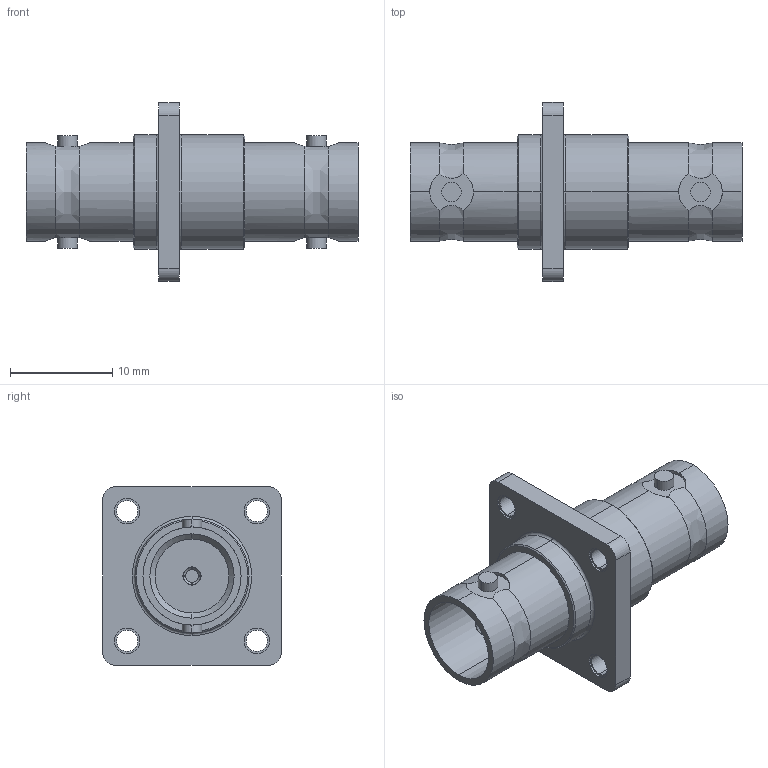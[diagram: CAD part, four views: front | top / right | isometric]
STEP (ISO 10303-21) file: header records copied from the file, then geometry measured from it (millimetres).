
FILE_DESCRIPTION (( 'STEP AP203' ), '1' );
FILE_NAME ('SM3412.step', '2019-01-03T22:28:00', ( '' ), ( '' ), 'SwSTEP 2.0', 'SolidWorks 2017', '' );
FILE_SCHEMA (( 'CONFIG_CONTROL_DESIGN' ));
Length unit declared in the file: inch
Products named in the file (1): SM3412
Bounding box: 32.5 x 17.5 x 17.5 mm (x, y, z)
Volume: 1994.1 mm3; surface area: 2371.3 mm2
Topology: 1 solids, 1 shells, 158 faces, 392 edges, 256 vertices
Faces by surface type: cylinder 72, plane 62, cone 16, torus 4, bspline 4
Entity records: 5095 total; most frequent: CARTESIAN_POINT 1147, DIRECTION 850, ORIENTED_EDGE 784, EDGE_CURVE 392, AXIS2_PLACEMENT_3D 343, VERTEX_POINT 256, CIRCLE 188, EDGE_LOOP 186
